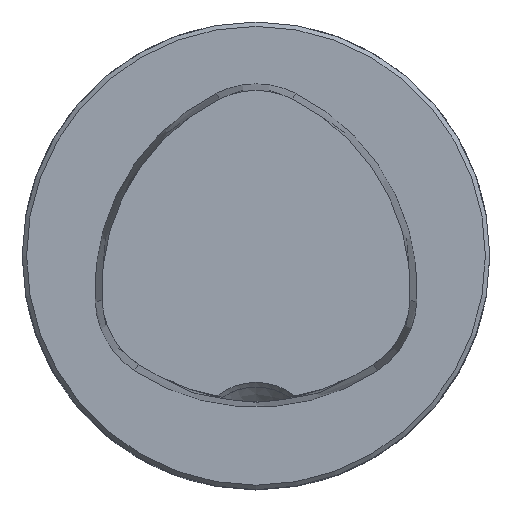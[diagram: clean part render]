
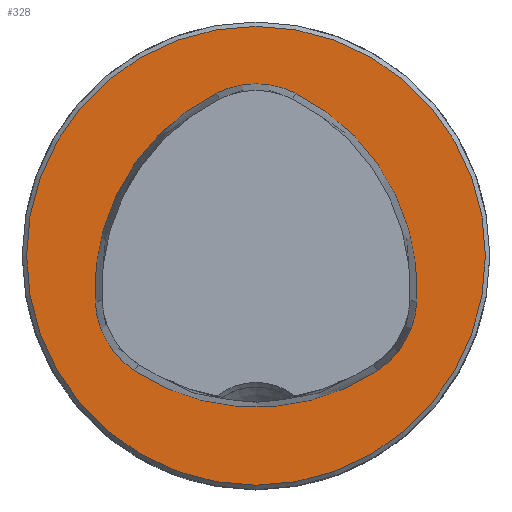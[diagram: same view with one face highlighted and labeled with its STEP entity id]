
A CAD part, top view. The second image highlights one B-rep face of the part: STEP entity #328.
In plain terms, the highlighted planar face has unit normal (0, 0, 1).
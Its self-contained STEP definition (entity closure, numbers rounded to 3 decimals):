
#82=PLANE('',#2837);
#328=ADVANCED_FACE('CU_FL_N1_SU_1',(#1037,#1038),#82,.T.);
#1037=FACE_BOUND('',#1100,.T.);
#1038=FACE_BOUND('',#1101,.T.);
#1100=EDGE_LOOP('',(#1334,#1335,#1336,#1337,#1338,#1339));
#1101=EDGE_LOOP('',(#1340));
#1334=ORIENTED_EDGE('',*,*,#2364,.F.);
#1335=ORIENTED_EDGE('',*,*,#2365,.F.);
#1336=ORIENTED_EDGE('',*,*,#2366,.F.);
#1337=ORIENTED_EDGE('',*,*,#2367,.F.);
#1338=ORIENTED_EDGE('',*,*,#2360,.F.);
#1339=ORIENTED_EDGE('',*,*,#2368,.F.);
#1340=ORIENTED_EDGE('',*,*,#2369,.T.);
#2103=VERTEX_POINT('',#4264);
#2104=VERTEX_POINT('',#4266);
#2107=VERTEX_POINT('',#4275);
#2108=VERTEX_POINT('',#4276);
#2109=VERTEX_POINT('',#4278);
#2110=VERTEX_POINT('',#4280);
#2111=VERTEX_POINT('',#4284);
#2360=EDGE_CURVE('',#2103,#2104,#2709,.T.);
#2364=EDGE_CURVE('',#2107,#2108,#2712,.T.);
#2365=EDGE_CURVE('',#2109,#2107,#2713,.T.);
#2366=EDGE_CURVE('',#2110,#2109,#2714,.T.);
#2367=EDGE_CURVE('',#2104,#2110,#2715,.T.);
#2368=EDGE_CURVE('',#2108,#2103,#2716,.T.);
#2369=EDGE_CURVE('',#2111,#2111,#2717,.T.);
#2709=CIRCLE('',#2826,15.063);
#2712=CIRCLE('',#2831,15.063);
#2713=CIRCLE('',#2832,6.063);
#2714=CIRCLE('',#2833,15.063);
#2715=CIRCLE('',#2834,6.063);
#2716=CIRCLE('',#2835,6.063);
#2717=CIRCLE('',#2836,15.7);
#2826=AXIS2_PLACEMENT_3D('',#4265,#3159,#3160);
#2831=AXIS2_PLACEMENT_3D('',#4274,#3170,#3171);
#2832=AXIS2_PLACEMENT_3D('',#4277,#3172,#3173);
#2833=AXIS2_PLACEMENT_3D('',#4279,#3174,#3175);
#2834=AXIS2_PLACEMENT_3D('',#4281,#3176,#3177);
#2835=AXIS2_PLACEMENT_3D('',#4282,#3178,#3179);
#2836=AXIS2_PLACEMENT_3D('',#4283,#3180,#3181);
#2837=AXIS2_PLACEMENT_3D('',#4285,#3182,#3183);
#3159=DIRECTION('',(0.,0.,1.));
#3160=DIRECTION('',(1.,0.,0.));
#3170=DIRECTION('',(0.,0.,1.));
#3171=DIRECTION('',(1.,0.,0.));
#3172=DIRECTION('',(0.,0.,1.));
#3173=DIRECTION('',(1.,0.,0.));
#3174=DIRECTION('',(0.,0.,1.));
#3175=DIRECTION('',(1.,0.,0.));
#3176=DIRECTION('',(0.,0.,1.));
#3177=DIRECTION('',(1.,0.,0.));
#3178=DIRECTION('',(0.,0.,1.));
#3179=DIRECTION('',(1.,0.,0.));
#3180=DIRECTION('',(0.,0.,1.));
#3181=DIRECTION('',(1.,0.,0.));
#3182=DIRECTION('',(0.,0.,1.));
#3183=DIRECTION('',(1.,0.,0.));
#4264=CARTESIAN_POINT('',(-8.299,-7.87,0.));
#4265=CARTESIAN_POINT('',(0.,4.7,0.));
#4266=CARTESIAN_POINT('',(8.299,-7.87,0.));
#4274=CARTESIAN_POINT('',(4.029,-2.348,0.));
#4275=CARTESIAN_POINT('',(-2.714,11.121,0.));
#4276=CARTESIAN_POINT('',(-11.014,-3.122,0.));
#4277=CARTESIAN_POINT('',(0.,5.7,0.));
#4278=CARTESIAN_POINT('',(2.714,11.121,0.));
#4279=CARTESIAN_POINT('',(-4.029,-2.348,0.));
#4280=CARTESIAN_POINT('',(11.014,-3.122,0.));
#4281=CARTESIAN_POINT('',(4.959,-2.811,0.));
#4282=CARTESIAN_POINT('',(-4.959,-2.811,0.));
#4283=CARTESIAN_POINT('',(0.,0.,0.));
#4284=CARTESIAN_POINT('',(15.7,0.,0.));
#4285=CARTESIAN_POINT('',(0.,0.,0.));
